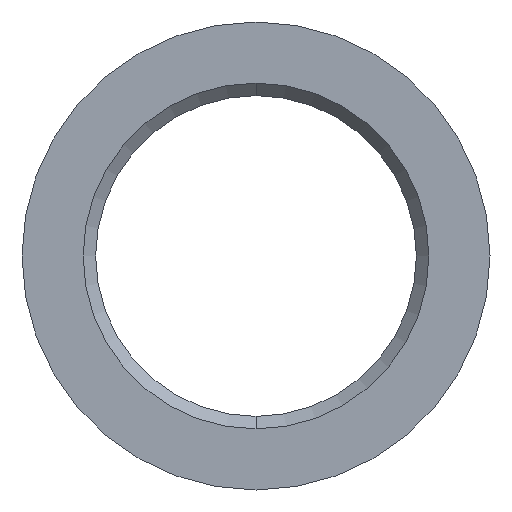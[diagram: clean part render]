
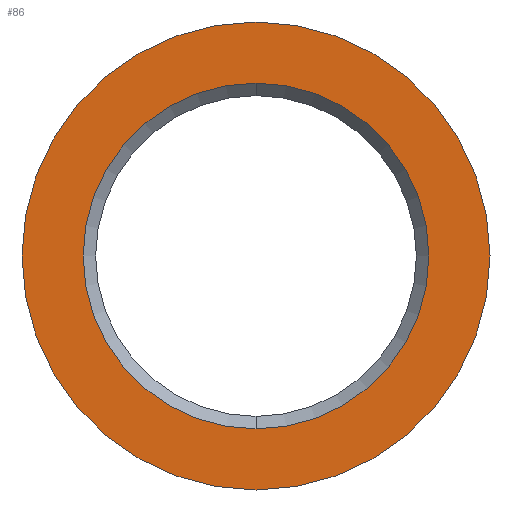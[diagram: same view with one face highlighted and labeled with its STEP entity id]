
A CAD part, front view. The second image highlights one B-rep face of the part: STEP entity #86.
In plain terms, the highlighted planar face has unit normal (0, -1, 0).
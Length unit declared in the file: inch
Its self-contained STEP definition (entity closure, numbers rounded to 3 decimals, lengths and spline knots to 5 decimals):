
#2 = CARTESIAN_POINT ( 'NONE',  ( 0., 0., 0.1385 ) ) ;
#10 = ORIENTED_EDGE ( 'NONE', *, *, #222, .F. ) ;
#15 = EDGE_CURVE ( 'NONE', #39, #341, #112, .T. ) ;
#23 = AXIS2_PLACEMENT_3D ( 'NONE', #187, #307, #54 ) ;
#24 = DIRECTION ( 'NONE',  ( 0., 0., 1. ) ) ;
#27 = ORIENTED_EDGE ( 'NONE', *, *, #15, .T. ) ;
#31 = CARTESIAN_POINT ( 'NONE',  ( 0., 0., -0.1875 ) ) ;
#37 = ORIENTED_EDGE ( 'NONE', *, *, #121, .F. ) ;
#39 = VERTEX_POINT ( 'NONE', #2 ) ;
#46 = DIRECTION ( 'NONE',  ( 0., 0., 1. ) ) ;
#54 = DIRECTION ( 'NONE',  ( 0., 0., 1. ) ) ;
#58 = AXIS2_PLACEMENT_3D ( 'NONE', #84, #192, #126 ) ;
#62 = VERTEX_POINT ( 'NONE', #31 ) ;
#83 = DIRECTION ( 'NONE',  ( 0., 0., 1. ) ) ;
#84 = CARTESIAN_POINT ( 'NONE',  ( 0., 0., 0. ) ) ;
#86 = ADVANCED_FACE ( 'NONE', ( #109, #218 ), #335, .F. ) ;
#109 = FACE_BOUND ( 'NONE', #131, .T. ) ;
#112 = CIRCLE ( 'NONE', #23, 0.1385 ) ;
#113 = VERTEX_POINT ( 'NONE', #302 ) ;
#121 = EDGE_CURVE ( 'NONE', #113, #62, #195, .T. ) ;
#126 = DIRECTION ( 'NONE',  ( 0., 0., 1. ) ) ;
#130 = CIRCLE ( 'NONE', #293, 0.1875 ) ;
#131 = EDGE_LOOP ( 'NONE', ( #227, #27 ) ) ;
#149 = AXIS2_PLACEMENT_3D ( 'NONE', #154, #273, #24 ) ;
#154 = CARTESIAN_POINT ( 'NONE',  ( 0., 0., 0. ) ) ;
#181 = CARTESIAN_POINT ( 'NONE',  ( 0., 0., 0. ) ) ;
#187 = CARTESIAN_POINT ( 'NONE',  ( 0., 0., 0. ) ) ;
#192 = DIRECTION ( 'NONE',  ( 0., 1., 0. ) ) ;
#194 = EDGE_LOOP ( 'NONE', ( #10, #37 ) ) ;
#195 = CIRCLE ( 'NONE', #149, 0.1875 ) ;
#216 = CARTESIAN_POINT ( 'NONE',  ( 0., 0., 0. ) ) ;
#218 = FACE_OUTER_BOUND ( 'NONE', #194, .T. ) ;
#222 = EDGE_CURVE ( 'NONE', #62, #113, #130, .T. ) ;
#227 = ORIENTED_EDGE ( 'NONE', *, *, #311, .T. ) ;
#273 = DIRECTION ( 'NONE',  ( 0., 1., 0. ) ) ;
#276 = AXIS2_PLACEMENT_3D ( 'NONE', #181, #297, #46 ) ;
#293 = AXIS2_PLACEMENT_3D ( 'NONE', #216, #334, #83 ) ;
#297 = DIRECTION ( 'NONE',  ( 0., 1., 0. ) ) ;
#300 = CIRCLE ( 'NONE', #276, 0.1385 ) ;
#302 = CARTESIAN_POINT ( 'NONE',  ( 0., 0., 0.1875 ) ) ;
#307 = DIRECTION ( 'NONE',  ( 0., 1., 0. ) ) ;
#311 = EDGE_CURVE ( 'NONE', #341, #39, #300, .T. ) ;
#326 = CARTESIAN_POINT ( 'NONE',  ( 0., 0., -0.1385 ) ) ;
#334 = DIRECTION ( 'NONE',  ( 0., 1., 0. ) ) ;
#335 = PLANE ( 'NONE',  #58 ) ;
#341 = VERTEX_POINT ( 'NONE', #326 ) ;
